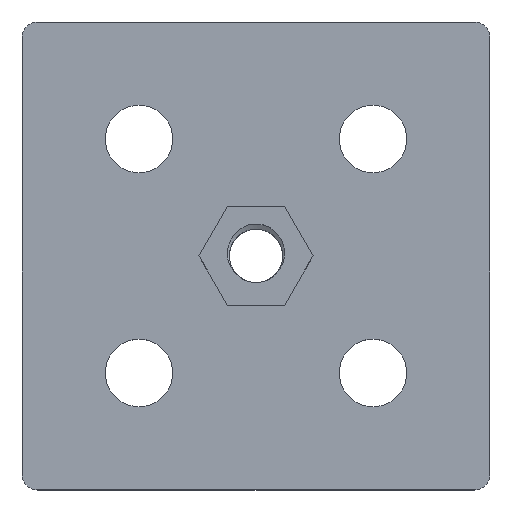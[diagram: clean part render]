
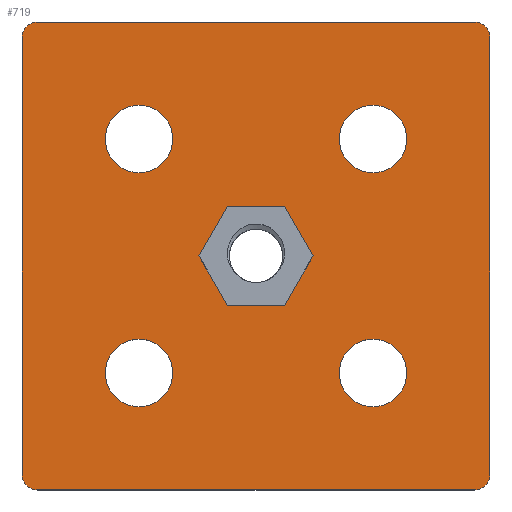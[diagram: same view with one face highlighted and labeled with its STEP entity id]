
A CAD part, top view. The second image highlights one B-rep face of the part: STEP entity #719.
In plain terms, the highlighted planar face has unit normal (0, 0, 1).
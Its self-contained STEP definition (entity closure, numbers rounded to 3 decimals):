
#16=FACE_BOUND('',#106,.T.);
#17=FACE_BOUND('',#107,.T.);
#18=FACE_BOUND('',#108,.T.);
#19=FACE_BOUND('',#109,.T.);
#20=FACE_BOUND('',#110,.T.);
#28=PLANE('',#785);
#65=FACE_OUTER_BOUND('',#105,.T.);
#105=EDGE_LOOP('',(#577,#578,#579,#580,#581,#582,#583,#584));
#106=EDGE_LOOP('',(#585));
#107=EDGE_LOOP('',(#586));
#108=EDGE_LOOP('',(#587));
#109=EDGE_LOOP('',(#588));
#110=EDGE_LOOP('',(#589,#590,#591,#592,#593,#594));
#170=CIRCLE('',#772,6.5);
#172=CIRCLE('',#775,6.5);
#174=CIRCLE('',#778,6.5);
#176=CIRCLE('',#781,6.5);
#179=CIRCLE('',#786,3.);
#180=CIRCLE('',#787,3.);
#181=CIRCLE('',#788,3.);
#182=CIRCLE('',#789,3.);
#204=LINE('',#2837,#255);
#205=LINE('',#2841,#256);
#206=LINE('',#2845,#257);
#207=LINE('',#2849,#258);
#208=LINE('',#2853,#259);
#209=LINE('',#2855,#260);
#210=LINE('',#2857,#261);
#211=LINE('',#2859,#262);
#212=LINE('',#2861,#263);
#213=LINE('',#2862,#264);
#255=VECTOR('',#901,1000.);
#256=VECTOR('',#904,1000.);
#257=VECTOR('',#907,1000.);
#258=VECTOR('',#910,1000.);
#259=VECTOR('',#913,1000.);
#260=VECTOR('',#914,1000.);
#261=VECTOR('',#915,1000.);
#262=VECTOR('',#916,1000.);
#263=VECTOR('',#917,1000.);
#264=VECTOR('',#918,1000.);
#322=VERTEX_POINT('',#2807);
#324=VERTEX_POINT('',#2813);
#326=VERTEX_POINT('',#2819);
#328=VERTEX_POINT('',#2825);
#331=VERTEX_POINT('',#2835);
#332=VERTEX_POINT('',#2836);
#333=VERTEX_POINT('',#2838);
#334=VERTEX_POINT('',#2840);
#335=VERTEX_POINT('',#2842);
#336=VERTEX_POINT('',#2844);
#337=VERTEX_POINT('',#2846);
#338=VERTEX_POINT('',#2848);
#339=VERTEX_POINT('',#2851);
#340=VERTEX_POINT('',#2852);
#341=VERTEX_POINT('',#2854);
#342=VERTEX_POINT('',#2856);
#343=VERTEX_POINT('',#2858);
#344=VERTEX_POINT('',#2860);
#408=EDGE_CURVE('',#322,#322,#170,.T.);
#411=EDGE_CURVE('',#324,#324,#172,.T.);
#414=EDGE_CURVE('',#326,#326,#174,.T.);
#417=EDGE_CURVE('',#328,#328,#176,.T.);
#422=EDGE_CURVE('',#331,#332,#204,.T.);
#423=EDGE_CURVE('',#332,#333,#179,.T.);
#424=EDGE_CURVE('',#333,#334,#205,.T.);
#425=EDGE_CURVE('',#334,#335,#180,.T.);
#426=EDGE_CURVE('',#335,#336,#206,.T.);
#427=EDGE_CURVE('',#336,#337,#181,.T.);
#428=EDGE_CURVE('',#337,#338,#207,.T.);
#429=EDGE_CURVE('',#338,#331,#182,.T.);
#430=EDGE_CURVE('',#339,#340,#208,.T.);
#431=EDGE_CURVE('',#341,#339,#209,.T.);
#432=EDGE_CURVE('',#342,#341,#210,.T.);
#433=EDGE_CURVE('',#343,#342,#211,.T.);
#434=EDGE_CURVE('',#344,#343,#212,.T.);
#435=EDGE_CURVE('',#340,#344,#213,.T.);
#577=ORIENTED_EDGE('',*,*,#422,.T.);
#578=ORIENTED_EDGE('',*,*,#423,.T.);
#579=ORIENTED_EDGE('',*,*,#424,.T.);
#580=ORIENTED_EDGE('',*,*,#425,.T.);
#581=ORIENTED_EDGE('',*,*,#426,.T.);
#582=ORIENTED_EDGE('',*,*,#427,.T.);
#583=ORIENTED_EDGE('',*,*,#428,.T.);
#584=ORIENTED_EDGE('',*,*,#429,.T.);
#585=ORIENTED_EDGE('',*,*,#417,.T.);
#586=ORIENTED_EDGE('',*,*,#414,.T.);
#587=ORIENTED_EDGE('',*,*,#411,.T.);
#588=ORIENTED_EDGE('',*,*,#408,.T.);
#589=ORIENTED_EDGE('',*,*,#430,.F.);
#590=ORIENTED_EDGE('',*,*,#431,.F.);
#591=ORIENTED_EDGE('',*,*,#432,.F.);
#592=ORIENTED_EDGE('',*,*,#433,.F.);
#593=ORIENTED_EDGE('',*,*,#434,.F.);
#594=ORIENTED_EDGE('',*,*,#435,.F.);
#719=ADVANCED_FACE('',(#65,#16,#17,#18,#19,#20),#28,.F.);
#772=AXIS2_PLACEMENT_3D('',#2808,#868,#869);
#775=AXIS2_PLACEMENT_3D('',#2814,#875,#876);
#778=AXIS2_PLACEMENT_3D('',#2820,#882,#883);
#781=AXIS2_PLACEMENT_3D('',#2826,#889,#890);
#785=AXIS2_PLACEMENT_3D('',#2834,#899,#900);
#786=AXIS2_PLACEMENT_3D('',#2839,#902,#903);
#787=AXIS2_PLACEMENT_3D('',#2843,#905,#906);
#788=AXIS2_PLACEMENT_3D('',#2847,#908,#909);
#789=AXIS2_PLACEMENT_3D('',#2850,#911,#912);
#868=DIRECTION('center_axis',(0.,0.,-1.));
#869=DIRECTION('ref_axis',(0.,1.,0.));
#875=DIRECTION('center_axis',(0.,0.,-1.));
#876=DIRECTION('ref_axis',(0.,1.,0.));
#882=DIRECTION('center_axis',(0.,0.,-1.));
#883=DIRECTION('ref_axis',(0.,1.,0.));
#889=DIRECTION('center_axis',(0.,0.,-1.));
#890=DIRECTION('ref_axis',(0.,1.,0.));
#899=DIRECTION('center_axis',(0.,0.,-1.));
#900=DIRECTION('ref_axis',(-1.,0.,0.));
#901=DIRECTION('',(-1.,0.,0.));
#902=DIRECTION('center_axis',(0.,0.,1.));
#903=DIRECTION('ref_axis',(-1.,0.,0.));
#904=DIRECTION('',(0.,-1.,0.));
#905=DIRECTION('center_axis',(0.,0.,1.));
#906=DIRECTION('ref_axis',(-1.,0.,0.));
#907=DIRECTION('',(1.,0.,0.));
#908=DIRECTION('center_axis',(0.,0.,1.));
#909=DIRECTION('ref_axis',(-1.,0.,0.));
#910=DIRECTION('',(0.,1.,0.));
#911=DIRECTION('center_axis',(0.,0.,1.));
#912=DIRECTION('ref_axis',(-1.,0.,0.));
#913=DIRECTION('',(1.,0.,0.));
#914=DIRECTION('',(0.5,-0.866,0.));
#915=DIRECTION('',(-0.5,-0.866,0.));
#916=DIRECTION('',(-1.,0.,0.));
#917=DIRECTION('',(-0.5,0.866,0.));
#918=DIRECTION('',(0.5,0.866,0.));
#2807=CARTESIAN_POINT('',(22.5,16.,6.));
#2808=CARTESIAN_POINT('Origin',(22.5,22.5,6.));
#2813=CARTESIAN_POINT('',(-22.5,16.,6.));
#2814=CARTESIAN_POINT('Origin',(-22.5,22.5,6.));
#2819=CARTESIAN_POINT('',(22.5,-29.,6.));
#2820=CARTESIAN_POINT('Origin',(22.5,-22.5,6.));
#2825=CARTESIAN_POINT('',(-22.5,-29.,6.));
#2826=CARTESIAN_POINT('Origin',(-22.5,-22.5,6.));
#2834=CARTESIAN_POINT('Origin',(0.,0.,6.));
#2835=CARTESIAN_POINT('',(42.,45.,6.));
#2836=CARTESIAN_POINT('',(-42.,45.,6.));
#2837=CARTESIAN_POINT('',(-45.,45.,6.));
#2838=CARTESIAN_POINT('',(-45.,42.,6.));
#2839=CARTESIAN_POINT('Origin',(-42.,42.,6.));
#2840=CARTESIAN_POINT('',(-45.,-42.,6.));
#2841=CARTESIAN_POINT('',(-45.,-45.,6.));
#2842=CARTESIAN_POINT('',(-42.,-45.,6.));
#2843=CARTESIAN_POINT('Origin',(-42.,-42.,6.));
#2844=CARTESIAN_POINT('',(42.,-45.,6.));
#2845=CARTESIAN_POINT('',(-45.,-45.,6.));
#2846=CARTESIAN_POINT('',(45.,-42.,6.));
#2847=CARTESIAN_POINT('Origin',(42.,-42.,6.));
#2848=CARTESIAN_POINT('',(45.,42.,6.));
#2849=CARTESIAN_POINT('',(45.,-45.,6.));
#2850=CARTESIAN_POINT('Origin',(42.,42.,6.));
#2851=CARTESIAN_POINT('',(-5.485,-9.5,6.));
#2852=CARTESIAN_POINT('',(5.485,-9.5,6.));
#2853=CARTESIAN_POINT('',(-5.485,-9.5,6.));
#2854=CARTESIAN_POINT('',(-10.97,0.,6.));
#2855=CARTESIAN_POINT('',(-10.97,0.,6.));
#2856=CARTESIAN_POINT('',(-5.485,9.5,6.));
#2857=CARTESIAN_POINT('',(-5.485,9.5,6.));
#2858=CARTESIAN_POINT('',(5.485,9.5,6.));
#2859=CARTESIAN_POINT('',(5.485,9.5,6.));
#2860=CARTESIAN_POINT('',(10.97,0.,6.));
#2861=CARTESIAN_POINT('',(10.97,0.,6.));
#2862=CARTESIAN_POINT('',(5.485,-9.5,6.));
